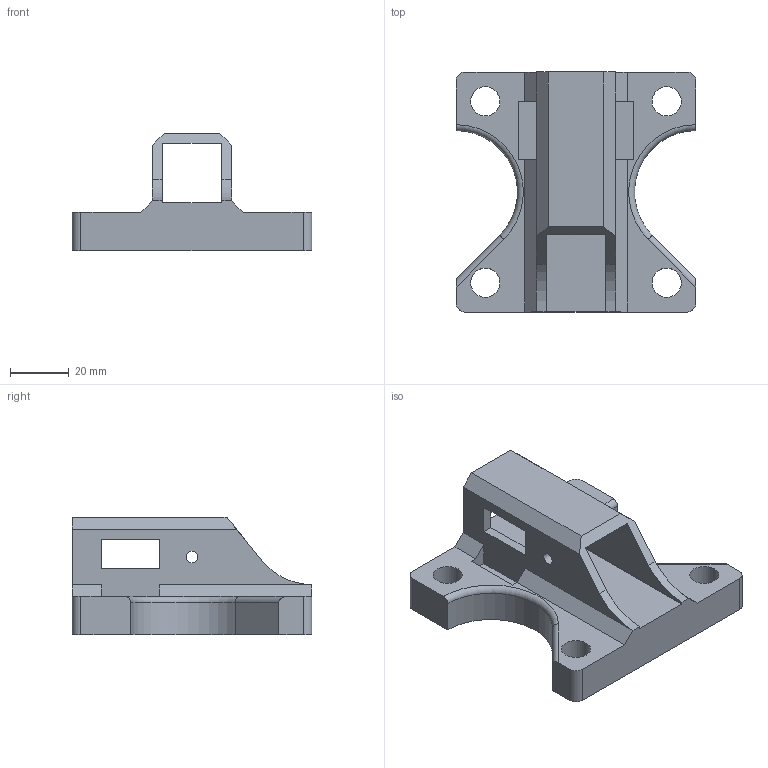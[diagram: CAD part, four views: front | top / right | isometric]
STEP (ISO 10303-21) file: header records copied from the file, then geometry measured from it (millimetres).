
FILE_DESCRIPTION(('FreeCAD Model'),'2;1');
FILE_NAME('z-outter-hinge-x2.step','2021-05-02T17:13:51',( 'Author'),(''),'Open CASCADE STEP processor 7.3','FreeCAD','Unknown' );
FILE_SCHEMA(('AUTOMOTIVE_DESIGN { 1 0 10303 214 1 1 1 1 }'));
Length unit declared in the file: millimetre
Products named in the file (1): outter-hinge
Bounding box: 82 x 82 x 40 mm (x, y, z)
Volume: 81372 mm3; surface area: 24994.8 mm2
Topology: 1 solids, 1 shells, 79 faces, 221 edges, 148 vertices
Faces by surface type: plane 52, cylinder 25, torus 2
Full cylindrical faces by diameter (mm): 4 x2, 5 x1, 10 x4, 12 x4
Entity records: 6049 total; most frequent: CARTESIAN_POINT 1157, DIRECTION 771, LINE 481, VECTOR 481, ORIENTED_EDGE 442, PCURVE 442, DEFINITIONAL_REPRESENTATION 442, EDGE_CURVE 221
